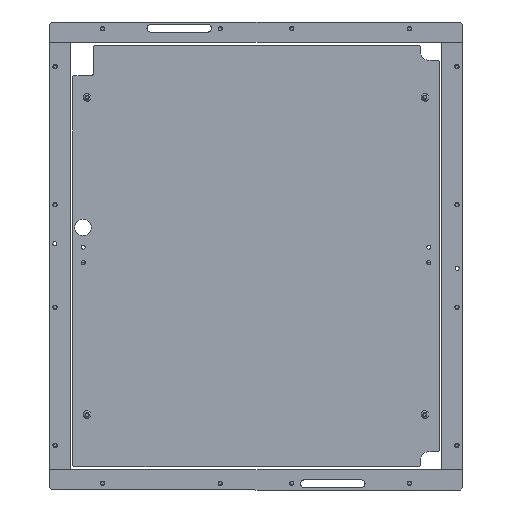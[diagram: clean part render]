
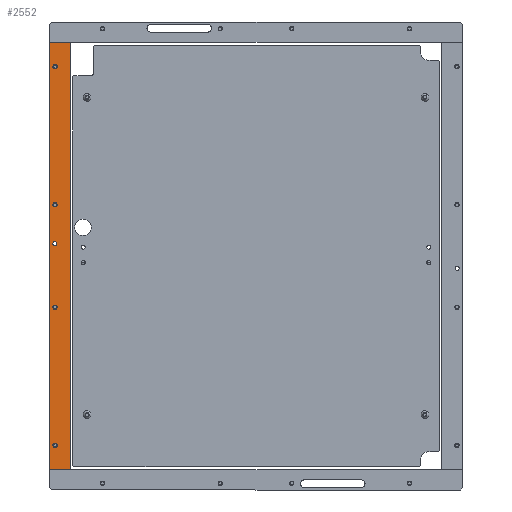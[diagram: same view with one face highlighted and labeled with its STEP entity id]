
A CAD part, front view. The second image highlights one B-rep face of the part: STEP entity #2552.
In plain terms, the highlighted planar face has unit normal (0, -1, 0).
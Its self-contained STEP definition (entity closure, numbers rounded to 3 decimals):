
#39 = CARTESIAN_POINT ( 'NONE',  ( 12., 0., -4.8 ) ) ;
#73 = DIRECTION ( 'NONE',  ( 0., 0., 1. ) ) ;
#83 = DIRECTION ( 'NONE',  ( 0., 1., 0. ) ) ;
#189 = CARTESIAN_POINT ( 'NONE',  ( 208.6, 0., 0. ) ) ;
#205 = DIRECTION ( 'NONE',  ( 0., 0., 1. ) ) ;
#218 = CARTESIAN_POINT ( 'NONE',  ( -50., 0., -7.1 ) ) ;
#225 = EDGE_CURVE ( 'NONE', #948, #9445, #4728, .T. ) ;
#252 = PLANE ( 'NONE',  #3147 ) ;
#301 = EDGE_LOOP ( 'NONE', ( #6713, #4313 ) ) ;
#385 = ORIENTED_EDGE ( 'NONE', *, *, #5505, .F. ) ;
#411 = AXIS2_PLACEMENT_3D ( 'NONE', #1555, #9281, #8069 ) ;
#461 = VECTOR ( 'NONE', #9537, 1000. ) ;
#574 = ORIENTED_EDGE ( 'NONE', *, *, #3050, .T. ) ;
#637 = ORIENTED_EDGE ( 'NONE', *, *, #4803, .F. ) ;
#645 = EDGE_LOOP ( 'NONE', ( #574, #849 ) ) ;
#849 = ORIENTED_EDGE ( 'NONE', *, *, #3563, .T. ) ;
#904 = CIRCLE ( 'NONE', #6591, 2.1 ) ;
#948 = VERTEX_POINT ( 'NONE', #1829 ) ;
#990 = CARTESIAN_POINT ( 'NONE',  ( 185., 0., -5. ) ) ;
#1087 = EDGE_LOOP ( 'NONE', ( #3514, #4169 ) ) ;
#1133 = DIRECTION ( 'NONE',  ( 0., 0., 1. ) ) ;
#1555 = CARTESIAN_POINT ( 'NONE',  ( 50., 0., -5. ) ) ;
#1697 = AXIS2_PLACEMENT_3D ( 'NONE', #8886, #7003, #3057 ) ;
#1797 = ORIENTED_EDGE ( 'NONE', *, *, #10097, .T. ) ;
#1829 = CARTESIAN_POINT ( 'NONE',  ( 12., 0., -2.8 ) ) ;
#1868 = CARTESIAN_POINT ( 'NONE',  ( 208.6, 0., -20. ) ) ;
#1925 = VERTEX_POINT ( 'NONE', #6884 ) ;
#2181 = AXIS2_PLACEMENT_3D ( 'NONE', #9193, #8367, #1133 ) ;
#2242 = VERTEX_POINT ( 'NONE', #218 ) ;
#2355 = CIRCLE ( 'NONE', #2181, 2.1 ) ;
#2360 = LINE ( 'NONE', #10110, #461 ) ;
#2386 = DIRECTION ( 'NONE',  ( 0., 0., 1. ) ) ;
#2422 = DIRECTION ( 'NONE',  ( 0., 1., 0. ) ) ;
#2477 = AXIS2_PLACEMENT_3D ( 'NONE', #3150, #5266, #4425 ) ;
#2504 = CARTESIAN_POINT ( 'NONE',  ( 0., 0., 0. ) ) ;
#2533 = DIRECTION ( 'NONE',  ( 0., 1., 0. ) ) ;
#2536 = CARTESIAN_POINT ( 'NONE',  ( 185., 0., -2.9 ) ) ;
#2552 = ADVANCED_FACE ( 'NONE', ( #7428, #3300, #8067, #5076, #3447, #8115 ), #252, .F. ) ;
#2646 = CIRCLE ( 'NONE', #2477, 2.1 ) ;
#2835 = EDGE_LOOP ( 'NONE', ( #1797, #8601 ) ) ;
#2909 = VERTEX_POINT ( 'NONE', #2536 ) ;
#2922 = DIRECTION ( 'NONE',  ( 0., 1., 0. ) ) ;
#3032 = EDGE_LOOP ( 'NONE', ( #8592, #385, #6403, #637 ) ) ;
#3041 = ORIENTED_EDGE ( 'NONE', *, *, #3465, .T. ) ;
#3050 = EDGE_CURVE ( 'NONE', #6894, #3360, #2355, .T. ) ;
#3057 = DIRECTION ( 'NONE',  ( 0., 0., 1. ) ) ;
#3147 = AXIS2_PLACEMENT_3D ( 'NONE', #2504, #7337, #205 ) ;
#3150 = CARTESIAN_POINT ( 'NONE',  ( 185., 0., -5. ) ) ;
#3300 = FACE_BOUND ( 'NONE', #301, .T. ) ;
#3360 = VERTEX_POINT ( 'NONE', #5786 ) ;
#3393 = EDGE_CURVE ( 'NONE', #9445, #948, #8428, .T. ) ;
#3435 = CIRCLE ( 'NONE', #5290, 2.1 ) ;
#3447 = FACE_BOUND ( 'NONE', #6329, .T. ) ;
#3465 = EDGE_CURVE ( 'NONE', #2242, #7069, #904, .T. ) ;
#3482 = LINE ( 'NONE', #4422, #8623 ) ;
#3514 = ORIENTED_EDGE ( 'NONE', *, *, #225, .T. ) ;
#3520 = CARTESIAN_POINT ( 'NONE',  ( 185., 0., -7.1 ) ) ;
#3563 = EDGE_CURVE ( 'NONE', #3360, #6894, #7425, .T. ) ;
#3686 = CARTESIAN_POINT ( 'NONE',  ( -50., 0., -2.9 ) ) ;
#4169 = ORIENTED_EDGE ( 'NONE', *, *, #3393, .T. ) ;
#4313 = ORIENTED_EDGE ( 'NONE', *, *, #9889, .T. ) ;
#4377 = DIRECTION ( 'NONE',  ( 0., 0., 1. ) ) ;
#4422 = CARTESIAN_POINT ( 'NONE',  ( -208.6, 0., 0. ) ) ;
#4425 = DIRECTION ( 'NONE',  ( 0., 0., 1. ) ) ;
#4440 = CARTESIAN_POINT ( 'NONE',  ( -208.6, 0., -20. ) ) ;
#4460 = VECTOR ( 'NONE', #8317, 1000. ) ;
#4728 = CIRCLE ( 'NONE', #1697, 2. ) ;
#4790 = VECTOR ( 'NONE', #5812, 1000. ) ;
#4803 = EDGE_CURVE ( 'NONE', #9725, #8733, #3482, .T. ) ;
#4995 = EDGE_CURVE ( 'NONE', #5155, #10132, #3435, .T. ) ;
#5076 = FACE_BOUND ( 'NONE', #2835, .T. ) ;
#5127 = LINE ( 'NONE', #4440, #4460 ) ;
#5155 = VERTEX_POINT ( 'NONE', #5933 ) ;
#5258 = CARTESIAN_POINT ( 'NONE',  ( -50., 0., -5. ) ) ;
#5266 = DIRECTION ( 'NONE',  ( 0., 1., 0. ) ) ;
#5290 = AXIS2_PLACEMENT_3D ( 'NONE', #7352, #2422, #73 ) ;
#5505 = EDGE_CURVE ( 'NONE', #1925, #8194, #5127, .T. ) ;
#5531 = AXIS2_PLACEMENT_3D ( 'NONE', #990, #9191, #4377 ) ;
#5686 = CIRCLE ( 'NONE', #6364, 2.1 ) ;
#5786 = CARTESIAN_POINT ( 'NONE',  ( 50., 0., -7.1 ) ) ;
#5812 = DIRECTION ( 'NONE',  ( 0., 0., -1. ) ) ;
#5933 = CARTESIAN_POINT ( 'NONE',  ( -185., 0., -2.9 ) ) ;
#5945 = DIRECTION ( 'NONE',  ( 0., 0., 1. ) ) ;
#6163 = AXIS2_PLACEMENT_3D ( 'NONE', #9454, #2533, #2386 ) ;
#6329 = EDGE_LOOP ( 'NONE', ( #9980, #3041 ) ) ;
#6364 = AXIS2_PLACEMENT_3D ( 'NONE', #10159, #2922, #9321 ) ;
#6403 = ORIENTED_EDGE ( 'NONE', *, *, #6660, .F. ) ;
#6418 = DIRECTION ( 'NONE',  ( 0., 0., 1. ) ) ;
#6591 = AXIS2_PLACEMENT_3D ( 'NONE', #5258, #8455, #5945 ) ;
#6660 = EDGE_CURVE ( 'NONE', #8733, #1925, #9208, .T. ) ;
#6713 = ORIENTED_EDGE ( 'NONE', *, *, #4995, .T. ) ;
#6884 = CARTESIAN_POINT ( 'NONE',  ( 208.6, 0., -20. ) ) ;
#6894 = VERTEX_POINT ( 'NONE', #7468 ) ;
#7003 = DIRECTION ( 'NONE',  ( 0., 1., 0. ) ) ;
#7069 = VERTEX_POINT ( 'NONE', #3686 ) ;
#7199 = CIRCLE ( 'NONE', #5531, 2.1 ) ;
#7337 = DIRECTION ( 'NONE',  ( 0., 1., 0. ) ) ;
#7352 = CARTESIAN_POINT ( 'NONE',  ( -185., 0., -5. ) ) ;
#7425 = CIRCLE ( 'NONE', #411, 2.1 ) ;
#7428 = FACE_BOUND ( 'NONE', #1087, .T. ) ;
#7468 = CARTESIAN_POINT ( 'NONE',  ( 50., 0., -2.9 ) ) ;
#7496 = CIRCLE ( 'NONE', #6163, 2.1 ) ;
#7546 = VERTEX_POINT ( 'NONE', #3520 ) ;
#7656 = EDGE_CURVE ( 'NONE', #8194, #9725, #2360, .T. ) ;
#8067 = FACE_BOUND ( 'NONE', #645, .T. ) ;
#8069 = DIRECTION ( 'NONE',  ( 0., 0., 1. ) ) ;
#8115 = FACE_OUTER_BOUND ( 'NONE', #3032, .T. ) ;
#8194 = VERTEX_POINT ( 'NONE', #9574 ) ;
#8259 = AXIS2_PLACEMENT_3D ( 'NONE', #39, #83, #6418 ) ;
#8278 = CARTESIAN_POINT ( 'NONE',  ( -208.6, 0., 0. ) ) ;
#8317 = DIRECTION ( 'NONE',  ( -1., 0., 0. ) ) ;
#8367 = DIRECTION ( 'NONE',  ( 0., 1., 0. ) ) ;
#8416 = CARTESIAN_POINT ( 'NONE',  ( -185., 0., -7.1 ) ) ;
#8428 = CIRCLE ( 'NONE', #8259, 2. ) ;
#8455 = DIRECTION ( 'NONE',  ( 0., 1., 0. ) ) ;
#8540 = EDGE_CURVE ( 'NONE', #7069, #2242, #7496, .T. ) ;
#8592 = ORIENTED_EDGE ( 'NONE', *, *, #7656, .F. ) ;
#8601 = ORIENTED_EDGE ( 'NONE', *, *, #8872, .T. ) ;
#8623 = VECTOR ( 'NONE', #10072, 1000. ) ;
#8733 = VERTEX_POINT ( 'NONE', #189 ) ;
#8872 = EDGE_CURVE ( 'NONE', #7546, #2909, #2646, .T. ) ;
#8886 = CARTESIAN_POINT ( 'NONE',  ( 12., 0., -4.8 ) ) ;
#8891 = CARTESIAN_POINT ( 'NONE',  ( 12., 0., -6.8 ) ) ;
#9191 = DIRECTION ( 'NONE',  ( 0., 1., 0. ) ) ;
#9193 = CARTESIAN_POINT ( 'NONE',  ( 50., 0., -5. ) ) ;
#9208 = LINE ( 'NONE', #1868, #4790 ) ;
#9281 = DIRECTION ( 'NONE',  ( 0., 1., 0. ) ) ;
#9321 = DIRECTION ( 'NONE',  ( 0., 0., 1. ) ) ;
#9445 = VERTEX_POINT ( 'NONE', #8891 ) ;
#9454 = CARTESIAN_POINT ( 'NONE',  ( -50., 0., -5. ) ) ;
#9537 = DIRECTION ( 'NONE',  ( 0., 0., 1. ) ) ;
#9574 = CARTESIAN_POINT ( 'NONE',  ( -208.6, 0., -20. ) ) ;
#9725 = VERTEX_POINT ( 'NONE', #8278 ) ;
#9889 = EDGE_CURVE ( 'NONE', #10132, #5155, #5686, .T. ) ;
#9980 = ORIENTED_EDGE ( 'NONE', *, *, #8540, .T. ) ;
#10072 = DIRECTION ( 'NONE',  ( 1., 0., 0. ) ) ;
#10097 = EDGE_CURVE ( 'NONE', #2909, #7546, #7199, .T. ) ;
#10110 = CARTESIAN_POINT ( 'NONE',  ( -208.6, 0., -20. ) ) ;
#10132 = VERTEX_POINT ( 'NONE', #8416 ) ;
#10159 = CARTESIAN_POINT ( 'NONE',  ( -185., 0., -5. ) ) ;
